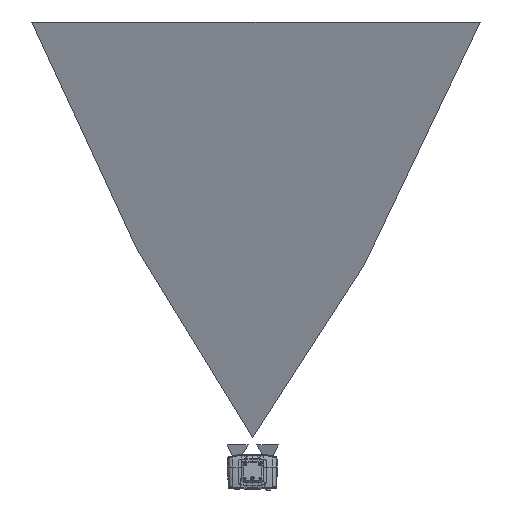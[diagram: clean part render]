
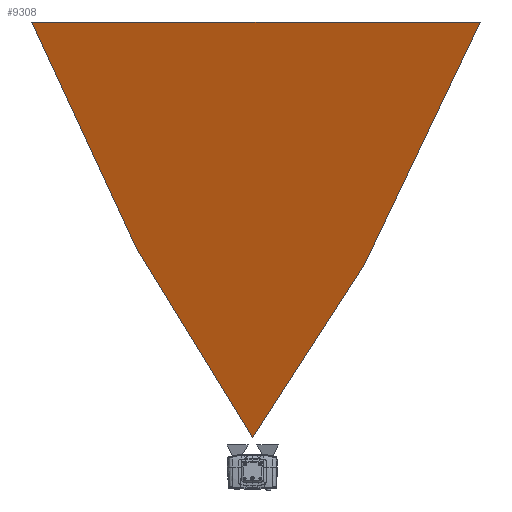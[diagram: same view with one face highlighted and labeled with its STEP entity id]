
A CAD part, front view. The second image highlights one B-rep face of the part: STEP entity #9308.
In plain terms, the highlighted planar face has unit normal (-0.021, -0.955, -0.295).
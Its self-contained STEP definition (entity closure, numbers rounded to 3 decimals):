
#9111 = CARTESIAN_POINT ( 'NONE',  ( -747.72, -446.936, 1484.022 ) ) ;
#9308 = ADVANCED_FACE ( 'NONE', ( #527371 ), #271801, .T. ) ;
#41724 = CARTESIAN_POINT ( 'NONE',  ( 379.901, -218.032, 662.731 ) ) ;
#47653 = LINE ( 'NONE', #9111, #310365 ) ;
#50153 = ORIENTED_EDGE ( 'NONE', *, *, #173674, .T. ) ;
#67559 = VERTEX_POINT ( 'NONE', #281218 ) ;
#70511 = ORIENTED_EDGE ( 'NONE', *, *, #293538, .T. ) ;
#71249 = VECTOR ( 'NONE', #443328, 1000. ) ;
#75497 = LINE ( 'NONE', #243227, #299670 ) ;
#77989 = CARTESIAN_POINT ( 'NONE',  ( 0.666, -28.333, 73.972 ) ) ;
#107907 = LINE ( 'NONE', #275619, #71249 ) ;
#112198 = DIRECTION ( 'NONE',  ( 0., 0.295, -0.956 ) ) ;
#126022 = VERTEX_POINT ( 'NONE', #489688 ) ;
#173674 = EDGE_CURVE ( 'NONE', #67559, #308776, #494019, .T. ) ;
#183569 = VERTEX_POINT ( 'NONE', #346587 ) ;
#206263 = VECTOR ( 'NONE', #383854, 1000. ) ;
#213372 = CARTESIAN_POINT ( 'NONE',  ( 0.666, -28.333, 73.972 ) ) ;
#236173 = VERTEX_POINT ( 'NONE', #274662 ) ;
#243227 = CARTESIAN_POINT ( 'NONE',  ( -392.865, -217.664, 715.575 ) ) ;
#248014 = DIRECTION ( 'NONE',  ( 0.523, -0.261, 0.811 ) ) ;
#255018 = ORIENTED_EDGE ( 'NONE', *, *, #464814, .T. ) ;
#271801 = PLANE ( 'NONE',  #363548 ) ;
#274662 = CARTESIAN_POINT ( 'NONE',  ( -747.72, -446.936, 1484.022 ) ) ;
#275619 = CARTESIAN_POINT ( 'NONE',  ( 772.044, -479.701, 1484.022 ) ) ;
#279915 = DIRECTION ( 'NONE',  ( -0.021, -0.955, -0.295 ) ) ;
#281218 = CARTESIAN_POINT ( 'NONE',  ( -392.865, -217.664, 715.575 ) ) ;
#293538 = EDGE_CURVE ( 'NONE', #236173, #67559, #75497, .T. ) ;
#299670 = VECTOR ( 'NONE', #413629, 1000. ) ;
#302877 = EDGE_CURVE ( 'NONE', #183569, #126022, #107907, .T. ) ;
#305004 = ORIENTED_EDGE ( 'NONE', *, *, #451871, .T. ) ;
#308776 = VERTEX_POINT ( 'NONE', #77989 ) ;
#310365 = VECTOR ( 'NONE', #383132, 1000. ) ;
#319979 = VECTOR ( 'NONE', #248014, 1000. ) ;
#346587 = CARTESIAN_POINT ( 'NONE',  ( 379.901, -218.032, 662.731 ) ) ;
#363548 = AXIS2_PLACEMENT_3D ( 'NONE', #488842, #279915, #112198 ) ;
#383132 = DIRECTION ( 'NONE',  ( -1., 0.022, 0. ) ) ;
#383854 = DIRECTION ( 'NONE',  ( 0.507, 0.244, -0.827 ) ) ;
#413629 = DIRECTION ( 'NONE',  ( 0.405, 0.261, -0.876 ) ) ;
#421131 = LINE ( 'NONE', #41724, #319979 ) ;
#443328 = DIRECTION ( 'NONE',  ( 0.414, -0.276, 0.867 ) ) ;
#451871 = EDGE_CURVE ( 'NONE', #308776, #183569, #421131, .T. ) ;
#464814 = EDGE_CURVE ( 'NONE', #126022, #236173, #47653, .T. ) ;
#488842 = CARTESIAN_POINT ( 'NONE',  ( -0.108, -5.032, -1.551 ) ) ;
#489688 = CARTESIAN_POINT ( 'NONE',  ( 772.044, -479.701, 1484.022 ) ) ;
#491844 = EDGE_LOOP ( 'NONE', ( #50153, #305004, #520481, #255018, #70511 ) ) ;
#494019 = LINE ( 'NONE', #213372, #206263 ) ;
#520481 = ORIENTED_EDGE ( 'NONE', *, *, #302877, .T. ) ;
#527371 = FACE_OUTER_BOUND ( 'NONE', #491844, .T. ) ;
